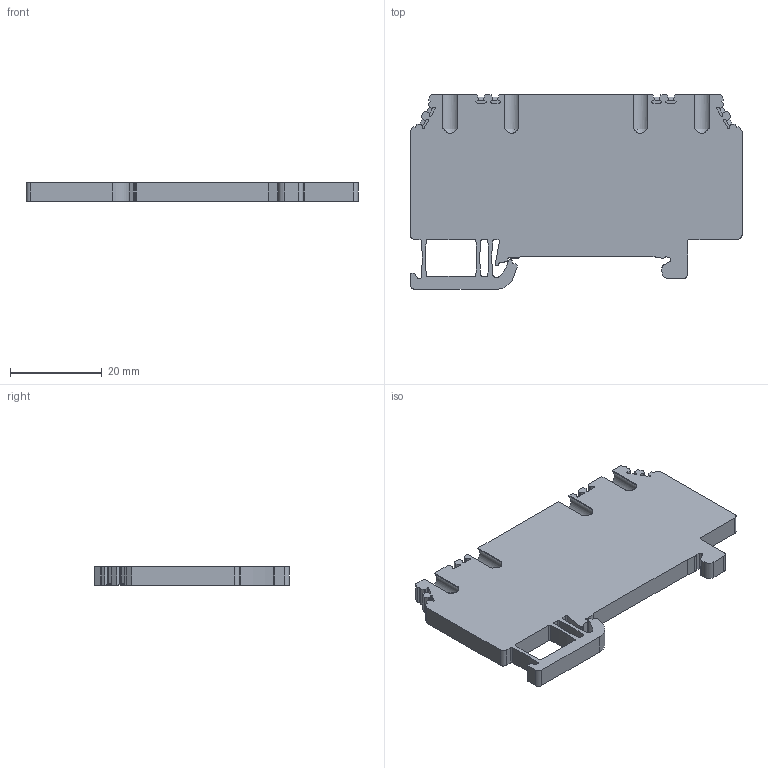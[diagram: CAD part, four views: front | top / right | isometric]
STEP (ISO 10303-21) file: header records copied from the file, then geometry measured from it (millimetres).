
FILE_DESCRIPTION(/* description */ (''),/* implementation_level */ '2;1');
FILE_NAME(/* name */ '3202_FRK15_4A_iso.stp',/* time_stamp */ '2011-07-28T09:16:44+02:00',/* author */ (''),/* organization */ (''),/* preprocessor_version */ 'ST-DEVELOPER v11',/* originating_system */ 'SIEMENS UGS NX 6.0',/* authorisation */ '');
FILE_SCHEMA (('CONFIG_CONTROL_DESIGN'));
Length unit declared in the file: millimetre
Products named in the file (1): 3202_FRK15_4A_iso
Bounding box: 72.2 x 42.3 x 4.1 mm (x, y, z)
Volume: 9551.1 mm3; surface area: 6848.6 mm2
Topology: 1 solids, 1 shells, 488 faces, 1354 edges, 868 vertices
Faces by surface type: plane 278, cylinder 150, bspline 40, sphere 8, torus 8, cone 4
Entity records: 18782 total; most frequent: CARTESIAN_POINT 6477, ORIENTED_EDGE 2676, DIRECTION 2428, EDGE_CURVE 1338, LINE 886, VECTOR 886, VERTEX_POINT 864, AXIS2_PLACEMENT_3D 771
